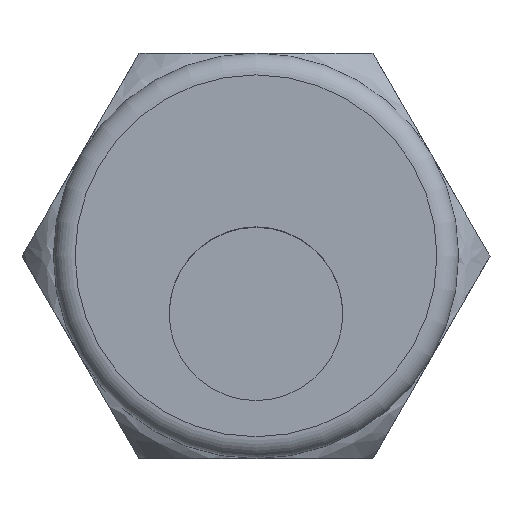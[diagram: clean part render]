
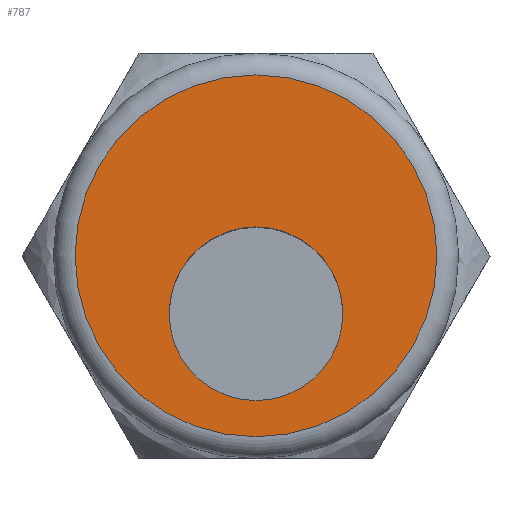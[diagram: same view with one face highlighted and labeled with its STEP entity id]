
A CAD part, top view. The second image highlights one B-rep face of the part: STEP entity #787.
In plain terms, the highlighted planar face has unit normal (0, 0, 1).
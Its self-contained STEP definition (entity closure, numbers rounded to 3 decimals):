
#198=FACE_BOUND('',#296,.T.);
#204=PLANE('',#861);
#243=FACE_OUTER_BOUND('',#295,.T.);
#295=EDGE_LOOP('',(#567));
#296=EDGE_LOOP('',(#568));
#352=CIRCLE('',#858,6.25);
#355=CIRCLE('',#862,3.);
#379=VERTEX_POINT('',#1171);
#381=VERTEX_POINT('',#1177);
#452=EDGE_CURVE('',#379,#379,#352,.T.);
#455=EDGE_CURVE('',#381,#381,#355,.T.);
#567=ORIENTED_EDGE('',*,*,#452,.F.);
#568=ORIENTED_EDGE('',*,*,#455,.T.);
#787=ADVANCED_FACE('',(#243,#198),#204,.T.);
#858=AXIS2_PLACEMENT_3D('',#1172,#939,#940);
#861=AXIS2_PLACEMENT_3D('',#1176,#945,#946);
#862=AXIS2_PLACEMENT_3D('',#1178,#947,#948);
#939=DIRECTION('center_axis',(0.,0.,-1.));
#940=DIRECTION('ref_axis',(1.,0.,0.));
#945=DIRECTION('center_axis',(0.,0.,1.));
#946=DIRECTION('ref_axis',(1.,0.,0.));
#947=DIRECTION('center_axis',(0.,0.,-1.));
#948=DIRECTION('ref_axis',(1.,0.,0.));
#1171=CARTESIAN_POINT('',(-6.25,0.,2.));
#1172=CARTESIAN_POINT('Origin',(0.,0.,2.));
#1176=CARTESIAN_POINT('Origin',(0.,0.,2.));
#1177=CARTESIAN_POINT('',(-3.,-2.,2.));
#1178=CARTESIAN_POINT('Origin',(0.,-2.,2.));
